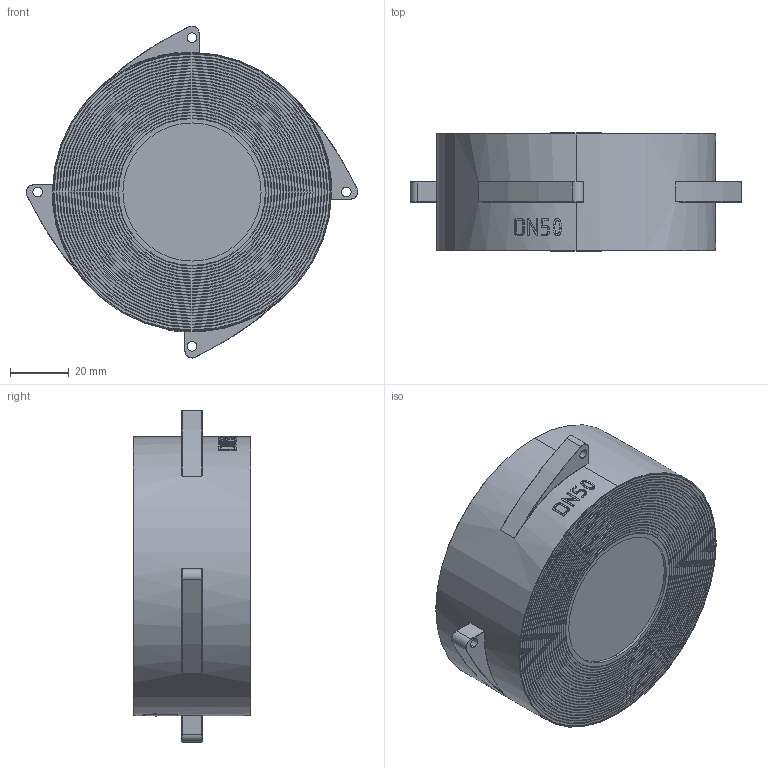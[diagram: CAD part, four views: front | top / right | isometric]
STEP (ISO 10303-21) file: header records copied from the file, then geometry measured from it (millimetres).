
FILE_DESCRIPTION (( 'STEP AP214' ), '1' );
FILE_NAME ('932-050.STEP', '2012-07-03T13:22:37', ( 'rals' ), ( 'Hewlett-Packard Company' ), 'SwSTEP 2.0', 'SolidWorks 2011', '' );
FILE_SCHEMA (( 'AUTOMOTIVE_DESIGN' ));
Length unit declared in the file: millimetre
Products named in the file (1): 932-050
Bounding box: 112.99 x 40 x 113 mm (x, y, z)
Volume: 278624 mm3; surface area: 29315 mm2
Topology: 1 solids, 1 shells, 284 faces, 660 edges, 418 vertices
Faces by surface type: torus 102, plane 80, bspline 60, cylinder 42
Entity records: 14864 total; most frequent: CARTESIAN_POINT 8575, ORIENTED_EDGE 1304, DIRECTION 1299, EDGE_CURVE 652, AXIS2_PLACEMENT_3D 605, VERTEX_POINT 418, CIRCLE 380, EDGE_LOOP 340
